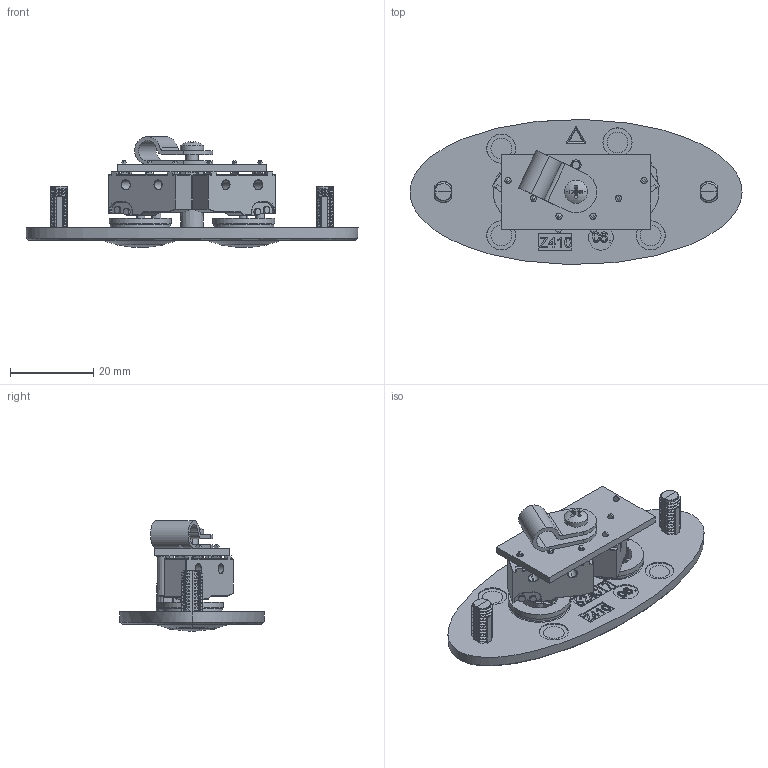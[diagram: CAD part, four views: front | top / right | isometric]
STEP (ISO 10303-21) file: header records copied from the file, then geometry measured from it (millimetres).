
FILE_DESCRIPTION (( 'STEP AP203' ), '1' );
FILE_NAME ('SHS-Pure_K2.STEP', '2011-05-06T09:28:27', ( '.' ), ( '.' ), 'SwSTEP 2.0', 'SolidWorks 2008', '' );
FILE_SCHEMA (( 'CONFIG_CONTROL_DESIGN' ));
Length unit declared in the file: millimetre
Products named in the file (1): SHS-Pure_K2
Bounding box: 80 x 34.96 x 26.7 mm (x, y, z)
Volume: 11583.3 mm3; surface area: 11415.4 mm2
Topology: 1 solids, 2 shells, 1141 faces, 3069 edges, 1956 vertices
Faces by surface type: plane 365, cylinder 346, bspline 249, torus 84, cone 52, sphere 45
Entity records: 105757 total; most frequent: CARTESIAN_POINT 79884, ORIENTED_EDGE 6104, DIRECTION 4486, EDGE_CURVE 3052, VERTEX_POINT 1956, AXIS2_PLACEMENT_3D 1508, VECTOR 1470, LINE 1470
